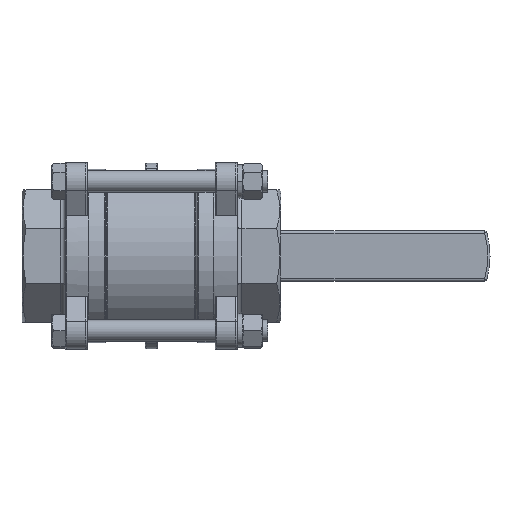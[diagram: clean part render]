
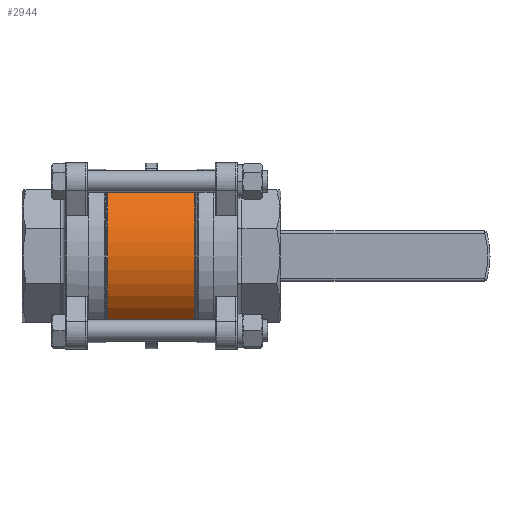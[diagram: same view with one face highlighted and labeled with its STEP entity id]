
A CAD part, left-side view. The second image highlights one B-rep face of the part: STEP entity #2944.
In plain terms, the highlighted cylindrical face has radius 55.5 mm (diameter 111 mm), a partial arc.
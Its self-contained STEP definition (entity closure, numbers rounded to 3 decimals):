
#2944=ADVANCED_FACE('',(#6277),#6278,.T.);
#6277=FACE_OUTER_BOUND('',#14922,.T.);
#6278=CYLINDRICAL_SURFACE('',#14923,55.5);
#14922=EDGE_LOOP('',(#36665,#36666,#36667,#36668));
#14923=AXIS2_PLACEMENT_3D('',#36669,#36670,#36671);
#36665=ORIENTED_EDGE('',*,*,#44405,.F.);
#36666=ORIENTED_EDGE('',*,*,#44406,.T.);
#36667=ORIENTED_EDGE('',*,*,#44407,.T.);
#36668=ORIENTED_EDGE('',*,*,#44408,.T.);
#36669=CARTESIAN_POINT('',(0.0,0.0,0.0));
#36670=DIRECTION('',(0.0,0.,-1.0));
#36671=DIRECTION('',(0.0,1.0,0.));
#44405=EDGE_CURVE('',#50309,#50310,#50311,.T.);
#44406=EDGE_CURVE('',#50309,#50312,#50313,.F.);
#44407=EDGE_CURVE('',#50312,#50314,#50315,.T.);
#44408=EDGE_CURVE('',#50314,#50310,#50316,.T.);
#50309=VERTEX_POINT('',#59819);
#50310=VERTEX_POINT('',#59820);
#50311=CIRCLE('',#59821,55.5);
#50312=VERTEX_POINT('',#59822);
#50313=LINE('',#59823,#59824);
#50314=VERTEX_POINT('',#59825);
#50315=CIRCLE('',#59826,55.5);
#50316=LINE('',#59827,#59828);
#59819=CARTESIAN_POINT('',(-13.082,-53.936,-28.586));
#59820=CARTESIAN_POINT('',(-13.082,53.936,-28.586));
#59821=AXIS2_PLACEMENT_3D('',#78294,#78295,#78296);
#59822=CARTESIAN_POINT('',(-13.082,-53.936,28.586));
#59823=CARTESIAN_POINT('',(-13.082,-53.936,0.));
#59824=VECTOR('',#78297,1.0);
#59825=CARTESIAN_POINT('',(-13.082,53.936,28.586));
#59826=AXIS2_PLACEMENT_3D('',#78298,#78299,#78300);
#59827=CARTESIAN_POINT('',(-13.082,53.936,0.));
#59828=VECTOR('',#78301,1.0);
#78294=CARTESIAN_POINT('',(0.0,0.0,-28.586));
#78295=DIRECTION('',(0.0,0.,-1.0));
#78296=DIRECTION('',(0.0,1.0,0.));
#78297=DIRECTION('',(0.0,0.,-1.0));
#78298=CARTESIAN_POINT('',(0.0,0.0,28.586));
#78299=DIRECTION('',(0.0,0.,-1.0));
#78300=DIRECTION('',(0.0,1.0,0.));
#78301=DIRECTION('',(0.0,0.,-1.0));
